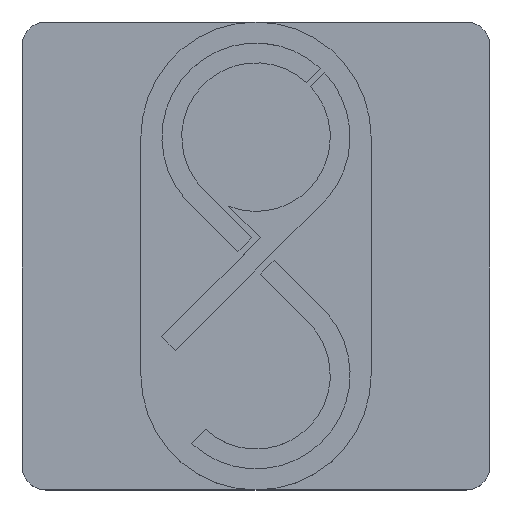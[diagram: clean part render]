
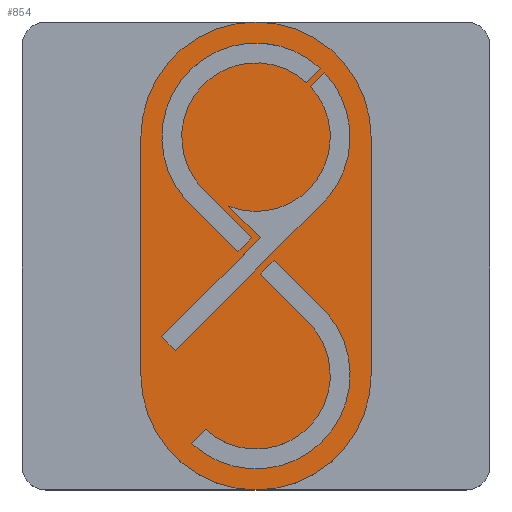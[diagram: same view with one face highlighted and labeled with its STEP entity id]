
A CAD part, top view. The second image highlights one B-rep face of the part: STEP entity #854.
In plain terms, the highlighted planar face has unit normal (0, 0, 1).
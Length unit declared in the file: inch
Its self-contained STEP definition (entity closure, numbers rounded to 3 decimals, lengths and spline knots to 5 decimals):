
#19=FACE_BOUND('',#167,.T.);
#20=FACE_BOUND('',#168,.T.);
#21=FACE_BOUND('',#169,.T.);
#27=CIRCLE('',#898,0.2375);
#29=CIRCLE('',#902,0.1875);
#31=CIRCLE('',#908,0.1875);
#33=CIRCLE('',#914,0.2375);
#35=CIRCLE('',#919,0.2375);
#37=CIRCLE('',#926,0.1875);
#46=CIRCLE('',#939,0.29055);
#47=CIRCLE('',#942,0.29055);
#116=FACE_OUTER_BOUND('',#166,.T.);
#166=EDGE_LOOP('',(#696,#697,#698,#699));
#167=EDGE_LOOP('',(#700,#701,#702,#703,#704,#705));
#168=EDGE_LOOP('',(#706,#707,#708,#709,#710,#711));
#169=EDGE_LOOP('',(#712,#713,#714,#715,#716,#717,#718));
#193=LINE('',#1259,#272);
#197=LINE('',#1266,#276);
#201=LINE('',#1278,#280);
#204=LINE('',#1287,#283);
#207=LINE('',#1296,#286);
#212=LINE('',#1309,#291);
#215=LINE('',#1315,#294);
#218=LINE('',#1321,#297);
#221=LINE('',#1333,#300);
#226=LINE('',#1346,#305);
#229=LINE('',#1352,#308);
#232=LINE('',#1358,#311);
#235=LINE('',#1364,#314);
#247=LINE('',#1410,#326);
#249=LINE('',#1416,#328);
#272=VECTOR('',#992,0.3937);
#276=VECTOR('',#998,0.3937);
#280=VECTOR('',#1010,0.3937);
#283=VECTOR('',#1021,0.3937);
#286=VECTOR('',#1028,0.3937);
#291=VECTOR('',#1041,0.3937);
#294=VECTOR('',#1046,0.3937);
#297=VECTOR('',#1051,0.3937);
#300=VECTOR('',#1064,0.3937);
#305=VECTOR('',#1077,0.3937);
#308=VECTOR('',#1082,0.3937);
#311=VECTOR('',#1087,0.3937);
#314=VECTOR('',#1092,0.3937);
#326=VECTOR('',#1138,0.3937);
#328=VECTOR('',#1146,0.3937);
#351=VERTEX_POINT('',#1256);
#352=VERTEX_POINT('',#1258);
#354=VERTEX_POINT('',#1264);
#356=VERTEX_POINT('',#1270);
#358=VERTEX_POINT('',#1276);
#360=VERTEX_POINT('',#1282);
#363=VERTEX_POINT('',#1293);
#364=VERTEX_POINT('',#1295);
#366=VERTEX_POINT('',#1301);
#368=VERTEX_POINT('',#1307);
#370=VERTEX_POINT('',#1313);
#372=VERTEX_POINT('',#1319);
#375=VERTEX_POINT('',#1330);
#376=VERTEX_POINT('',#1332);
#378=VERTEX_POINT('',#1338);
#380=VERTEX_POINT('',#1344);
#382=VERTEX_POINT('',#1350);
#384=VERTEX_POINT('',#1356);
#386=VERTEX_POINT('',#1362);
#401=VERTEX_POINT('',#1402);
#402=VERTEX_POINT('',#1404);
#403=VERTEX_POINT('',#1408);
#404=VERTEX_POINT('',#1412);
#431=EDGE_CURVE('',#352,#351,#193,.T.);
#435=EDGE_CURVE('',#351,#354,#197,.T.);
#438=EDGE_CURVE('',#354,#356,#27,.T.);
#441=EDGE_CURVE('',#356,#358,#201,.T.);
#444=EDGE_CURVE('',#358,#360,#29,.T.);
#446=EDGE_CURVE('',#360,#352,#204,.T.);
#449=EDGE_CURVE('',#364,#363,#207,.T.);
#453=EDGE_CURVE('',#363,#366,#31,.T.);
#456=EDGE_CURVE('',#366,#368,#212,.T.);
#459=EDGE_CURVE('',#368,#370,#215,.T.);
#462=EDGE_CURVE('',#370,#372,#218,.T.);
#464=EDGE_CURVE('',#372,#364,#33,.T.);
#467=EDGE_CURVE('',#376,#375,#221,.T.);
#471=EDGE_CURVE('',#375,#378,#35,.T.);
#474=EDGE_CURVE('',#378,#380,#226,.T.);
#477=EDGE_CURVE('',#380,#382,#229,.T.);
#480=EDGE_CURVE('',#382,#384,#232,.T.);
#483=EDGE_CURVE('',#384,#386,#235,.T.);
#485=EDGE_CURVE('',#386,#376,#37,.T.);
#503=EDGE_CURVE('',#402,#401,#46,.T.);
#506=EDGE_CURVE('',#401,#403,#247,.T.);
#508=EDGE_CURVE('',#403,#404,#47,.T.);
#509=EDGE_CURVE('',#404,#402,#249,.T.);
#696=ORIENTED_EDGE('',*,*,#508,.T.);
#697=ORIENTED_EDGE('',*,*,#509,.T.);
#698=ORIENTED_EDGE('',*,*,#503,.T.);
#699=ORIENTED_EDGE('',*,*,#506,.T.);
#700=ORIENTED_EDGE('',*,*,#431,.T.);
#701=ORIENTED_EDGE('',*,*,#435,.T.);
#702=ORIENTED_EDGE('',*,*,#438,.T.);
#703=ORIENTED_EDGE('',*,*,#441,.T.);
#704=ORIENTED_EDGE('',*,*,#444,.T.);
#705=ORIENTED_EDGE('',*,*,#446,.T.);
#706=ORIENTED_EDGE('',*,*,#449,.T.);
#707=ORIENTED_EDGE('',*,*,#453,.T.);
#708=ORIENTED_EDGE('',*,*,#456,.T.);
#709=ORIENTED_EDGE('',*,*,#459,.T.);
#710=ORIENTED_EDGE('',*,*,#462,.T.);
#711=ORIENTED_EDGE('',*,*,#464,.T.);
#712=ORIENTED_EDGE('',*,*,#467,.T.);
#713=ORIENTED_EDGE('',*,*,#471,.T.);
#714=ORIENTED_EDGE('',*,*,#474,.T.);
#715=ORIENTED_EDGE('',*,*,#477,.T.);
#716=ORIENTED_EDGE('',*,*,#480,.T.);
#717=ORIENTED_EDGE('',*,*,#483,.T.);
#718=ORIENTED_EDGE('',*,*,#485,.T.);
#814=PLANE('',#950);
#854=ADVANCED_FACE('',(#116,#19,#20,#21),#814,.T.);
#898=AXIS2_PLACEMENT_3D('',#1272,#1004,#1005);
#902=AXIS2_PLACEMENT_3D('',#1284,#1016,#1017);
#908=AXIS2_PLACEMENT_3D('',#1303,#1035,#1036);
#914=AXIS2_PLACEMENT_3D('',#1324,#1056,#1057);
#919=AXIS2_PLACEMENT_3D('',#1340,#1071,#1072);
#926=AXIS2_PLACEMENT_3D('',#1367,#1097,#1098);
#939=AXIS2_PLACEMENT_3D('',#1405,#1132,#1133);
#942=AXIS2_PLACEMENT_3D('',#1414,#1142,#1143);
#950=AXIS2_PLACEMENT_3D('',#1435,#1166,#1167);
#992=DIRECTION('',(0.707,0.707,0.));
#998=DIRECTION('',(0.707,-0.707,0.));
#1004=DIRECTION('center_axis',(0.,0.,-1.));
#1005=DIRECTION('ref_axis',(1.,0.,0.));
#1010=DIRECTION('',(0.682,0.731,0.));
#1016=DIRECTION('center_axis',(0.,0.,1.));
#1017=DIRECTION('ref_axis',(-1.,0.,0.));
#1021=DIRECTION('',(-0.707,0.707,0.));
#1028=DIRECTION('',(-0.682,-0.731,0.));
#1035=DIRECTION('center_axis',(0.,0.,1.));
#1036=DIRECTION('ref_axis',(-1.,0.,0.));
#1041=DIRECTION('',(0.707,-0.707,0.));
#1046=DIRECTION('',(-0.707,-0.707,0.));
#1051=DIRECTION('',(-0.707,0.707,0.));
#1056=DIRECTION('center_axis',(0.,0.,-1.));
#1057=DIRECTION('ref_axis',(1.,0.,0.));
#1064=DIRECTION('',(0.731,0.682,0.));
#1071=DIRECTION('center_axis',(0.,0.,-1.));
#1072=DIRECTION('ref_axis',(1.,0.,0.));
#1077=DIRECTION('',(-0.707,-0.707,0.));
#1082=DIRECTION('',(-0.707,0.707,0.));
#1087=DIRECTION('',(0.707,0.707,0.));
#1092=DIRECTION('',(-0.707,0.707,0.));
#1097=DIRECTION('center_axis',(0.,0.,1.));
#1098=DIRECTION('ref_axis',(-1.,0.,0.));
#1132=DIRECTION('center_axis',(0.,0.,1.));
#1133=DIRECTION('ref_axis',(-1.,0.,0.));
#1138=DIRECTION('',(0.,1.,0.));
#1142=DIRECTION('center_axis',(0.,0.,1.));
#1143=DIRECTION('ref_axis',(-1.,0.,0.));
#1146=DIRECTION('',(0.,-1.,0.));
#1166=DIRECTION('center_axis',(0.,0.,1.));
#1167=DIRECTION('ref_axis',(1.,0.,0.));
#1256=CARTESIAN_POINT('',(0.0457,-0.01087,0.09));
#1258=CARTESIAN_POINT('',(0.01087,-0.0457,0.09));
#1259=CARTESIAN_POINT('',(0.03699,-0.01958,0.09));
#1264=CARTESIAN_POINT('',(0.18063,-0.14579,0.09));
#1266=CARTESIAN_POINT('',(0.09902,-0.06419,0.09));
#1270=CARTESIAN_POINT('',(-0.16197,-0.4737,0.09));
#1272=CARTESIAN_POINT('Origin',(0.,-0.3,0.09));
#1276=CARTESIAN_POINT('',(-0.12787,-0.43713,0.09));
#1278=CARTESIAN_POINT('',(0.01088,-0.28833,0.09));
#1282=CARTESIAN_POINT('',(0.13258,-0.16742,0.09));
#1284=CARTESIAN_POINT('Origin',(0.,-0.3,0.09));
#1287=CARTESIAN_POINT('',(-0.00328,-0.03156,0.09));
#1293=CARTESIAN_POINT('',(0.12787,0.43713,0.09));
#1295=CARTESIAN_POINT('',(0.16197,0.4737,0.09));
#1296=CARTESIAN_POINT('',(-0.01088,0.28833,0.09));
#1301=CARTESIAN_POINT('',(-0.13258,0.16742,0.09));
#1303=CARTESIAN_POINT('Origin',(0.,0.3,0.09));
#1307=CARTESIAN_POINT('',(-0.01087,0.0457,0.09));
#1309=CARTESIAN_POINT('',(0.00328,0.03156,0.09));
#1313=CARTESIAN_POINT('',(-0.0457,0.01087,0.09));
#1315=CARTESIAN_POINT('',(-0.03699,0.01958,0.09));
#1319=CARTESIAN_POINT('',(-0.18063,0.14579,0.09));
#1321=CARTESIAN_POINT('',(-0.09902,0.06419,0.09));
#1324=CARTESIAN_POINT('Origin',(0.,0.3,0.09));
#1330=CARTESIAN_POINT('',(0.1737,0.46197,0.09));
#1332=CARTESIAN_POINT('',(0.13713,0.42787,0.09));
#1333=CARTESIAN_POINT('',(0.01203,0.31122,0.09));
#1338=CARTESIAN_POINT('',(0.15421,0.11937,0.09));
#1340=CARTESIAN_POINT('Origin',(0.,0.3,0.09));
#1344=CARTESIAN_POINT('',(-0.20355,-0.23839,0.09));
#1346=CARTESIAN_POINT('',(-0.09307,-0.1279,0.09));
#1350=CARTESIAN_POINT('',(-0.23839,-0.20355,0.09));
#1352=CARTESIAN_POINT('',(-0.22968,-0.21226,0.09));
#1356=CARTESIAN_POINT('',(0.01087,0.0457,0.09));
#1358=CARTESIAN_POINT('',(-0.00328,0.03156,0.09));
#1362=CARTESIAN_POINT('',(-0.06915,0.12572,0.09));
#1364=CARTESIAN_POINT('',(-0.02043,0.077,0.09));
#1367=CARTESIAN_POINT('Origin',(0.,0.3,0.09));
#1402=CARTESIAN_POINT('',(0.29055,-0.3,0.09));
#1404=CARTESIAN_POINT('',(-0.29055,-0.3,0.09));
#1405=CARTESIAN_POINT('Origin',(0.,-0.3,0.09));
#1408=CARTESIAN_POINT('',(0.29055,0.3,0.09));
#1410=CARTESIAN_POINT('',(0.29055,0.15,0.09));
#1412=CARTESIAN_POINT('',(-0.29055,0.3,0.09));
#1414=CARTESIAN_POINT('Origin',(0.,0.3,0.09));
#1416=CARTESIAN_POINT('',(-0.29055,-0.15,0.09));
#1435=CARTESIAN_POINT('Origin',(0.,0.,0.09));
